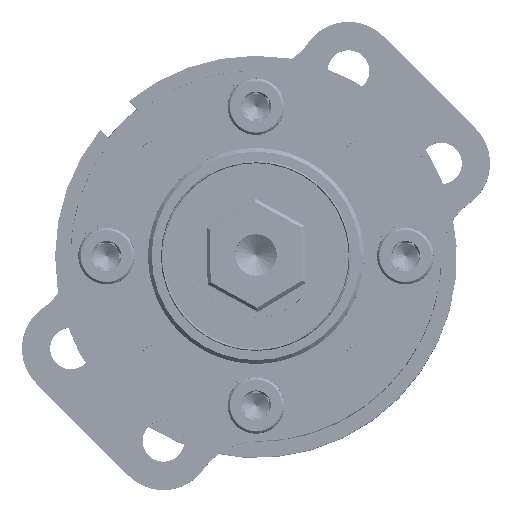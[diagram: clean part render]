
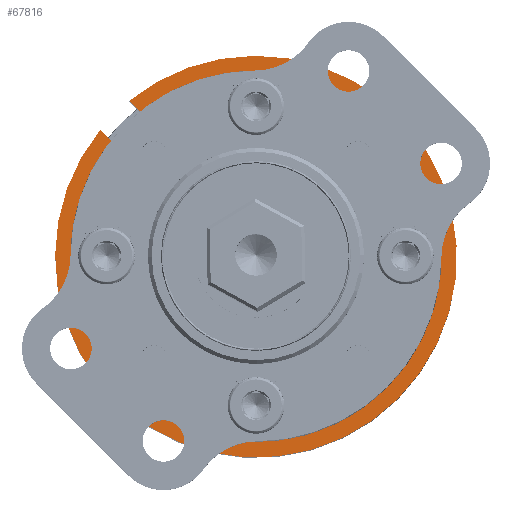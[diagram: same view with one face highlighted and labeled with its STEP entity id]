
A CAD part, top view. The second image highlights one B-rep face of the part: STEP entity #67816.
In plain terms, the highlighted face is planar.
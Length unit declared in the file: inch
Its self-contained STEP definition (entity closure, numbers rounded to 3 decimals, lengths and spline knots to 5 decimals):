
#8181 = LINE ( 'NONE', #96552, #111601 ) ;
#10319 = VERTEX_POINT ( 'NONE', #61787 ) ;
#11275 = DIRECTION ( 'NONE',  ( 0., 0., -1. ) ) ;
#13440 = EDGE_CURVE ( 'NONE', #37080, #114804, #61396, .T. ) ;
#14505 = VERTEX_POINT ( 'NONE', #73360 ) ;
#15785 = CARTESIAN_POINT ( 'NONE',  ( 0.70427, -0.07874, 0.65945 ) ) ;
#16521 = DIRECTION ( 'NONE',  ( 1., 0., 0. ) ) ;
#19486 = EDGE_CURVE ( 'NONE', #97713, #37080, #138429, .T. ) ;
#21405 = DIRECTION ( 'NONE',  ( -1., 0., 0. ) ) ;
#26322 = CARTESIAN_POINT ( 'NONE',  ( 0., 0., 0.65945 ) ) ;
#27828 = CARTESIAN_POINT ( 'NONE',  ( 0.70866, 0.07874, 0.65945 ) ) ;
#30438 = VECTOR ( 'NONE', #39343, 39.37008 ) ;
#30655 = EDGE_CURVE ( 'NONE', #114804, #10319, #114798, .T. ) ;
#33768 = FACE_OUTER_BOUND ( 'NONE', #137630, .T. ) ;
#34287 = DIRECTION ( 'NONE',  ( 0., 0., -1. ) ) ;
#35050 = DIRECTION ( 'NONE',  ( -1., 0., 0. ) ) ;
#37080 = VERTEX_POINT ( 'NONE', #77930 ) ;
#37598 = ORIENTED_EDGE ( 'NONE', *, *, #77916, .F. ) ;
#39343 = DIRECTION ( 'NONE',  ( -1., 0., 0. ) ) ;
#49267 = DIRECTION ( 'NONE',  ( -1., 0., 0. ) ) ;
#53371 = PLANE ( 'NONE',  #55744 ) ;
#55744 = AXIS2_PLACEMENT_3D ( 'NONE', #66809, #109028, #16521 ) ;
#61396 = CIRCLE ( 'NONE', #63767, 0.76772 ) ;
#61787 = CARTESIAN_POINT ( 'NONE',  ( 0.70427, 0.07874, 0.65945 ) ) ;
#62752 = CARTESIAN_POINT ( 'NONE',  ( 0.76367, 0.07874, 0.65945 ) ) ;
#63767 = AXIS2_PLACEMENT_3D ( 'NONE', #134103, #11275, #101764 ) ;
#66809 = CARTESIAN_POINT ( 'NONE',  ( 0.70866, 0., 0.65945 ) ) ;
#67816 = ADVANCED_FACE ( 'NONE', ( #33768 ), #53371, .F. ) ;
#73223 = AXIS2_PLACEMENT_3D ( 'NONE', #75286, #34287, #21405 ) ;
#73360 = CARTESIAN_POINT ( 'NONE',  ( -0.70866, 0., 0.65945 ) ) ;
#75286 = CARTESIAN_POINT ( 'NONE',  ( 0., 0., 0.65945 ) ) ;
#76054 = ORIENTED_EDGE ( 'NONE', *, *, #86648, .F. ) ;
#77916 = EDGE_CURVE ( 'NONE', #82047, #14505, #123688, .T. ) ;
#77930 = CARTESIAN_POINT ( 'NONE',  ( -0.76772, 0., 0.65945 ) ) ;
#78949 = AXIS2_PLACEMENT_3D ( 'NONE', #121302, #133498, #35050 ) ;
#82047 = VERTEX_POINT ( 'NONE', #15785 ) ;
#86648 = EDGE_CURVE ( 'NONE', #14505, #10319, #127154, .T. ) ;
#93821 = DIRECTION ( 'NONE',  ( 0., 0., -1. ) ) ;
#96552 = CARTESIAN_POINT ( 'NONE',  ( 0.70866, -0.07874, 0.65945 ) ) ;
#97713 = VERTEX_POINT ( 'NONE', #135603 ) ;
#101764 = DIRECTION ( 'NONE',  ( -1., 0., 0. ) ) ;
#109028 = DIRECTION ( 'NONE',  ( 0., 0., 1. ) ) ;
#109177 = EDGE_CURVE ( 'NONE', #82047, #97713, #8181, .T. ) ;
#111601 = VECTOR ( 'NONE', #128890, 39.37008 ) ;
#114798 = LINE ( 'NONE', #27828, #30438 ) ;
#114804 = VERTEX_POINT ( 'NONE', #62752 ) ;
#121302 = CARTESIAN_POINT ( 'NONE',  ( 0., 0., 0.65945 ) ) ;
#122947 = ORIENTED_EDGE ( 'NONE', *, *, #13440, .T. ) ;
#123688 = CIRCLE ( 'NONE', #73223, 0.70866 ) ;
#127154 = CIRCLE ( 'NONE', #78949, 0.70866 ) ;
#128890 = DIRECTION ( 'NONE',  ( 1., 0., 0. ) ) ;
#132668 = ORIENTED_EDGE ( 'NONE', *, *, #109177, .T. ) ;
#133153 = ORIENTED_EDGE ( 'NONE', *, *, #19486, .T. ) ;
#133498 = DIRECTION ( 'NONE',  ( 0., 0., -1. ) ) ;
#134103 = CARTESIAN_POINT ( 'NONE',  ( 0., 0., 0.65945 ) ) ;
#135603 = CARTESIAN_POINT ( 'NONE',  ( 0.76367, -0.07874, 0.65945 ) ) ;
#137630 = EDGE_LOOP ( 'NONE', ( #133153, #122947, #139069, #76054, #37598, #132668 ) ) ;
#138429 = CIRCLE ( 'NONE', #140769, 0.76772 ) ;
#139069 = ORIENTED_EDGE ( 'NONE', *, *, #30655, .T. ) ;
#140769 = AXIS2_PLACEMENT_3D ( 'NONE', #26322, #93821, #49267 ) ;
